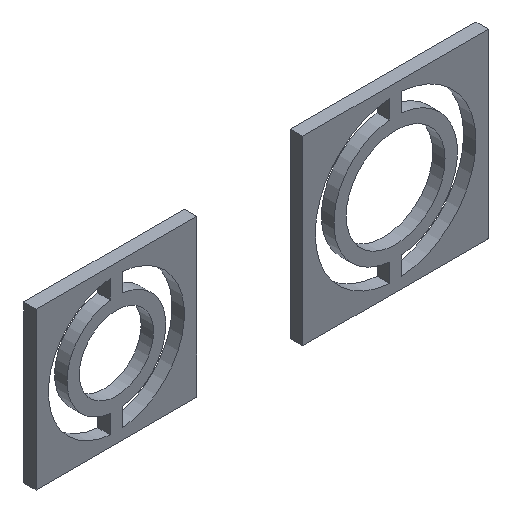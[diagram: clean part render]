
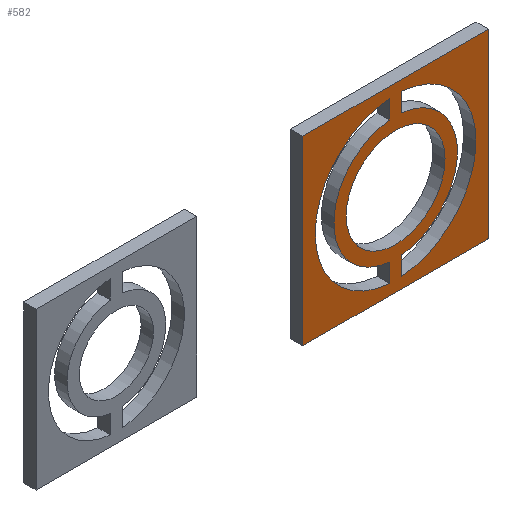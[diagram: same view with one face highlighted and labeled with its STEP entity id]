
A CAD part, isometric view. The second image highlights one B-rep face of the part: STEP entity #582.
In plain terms, the highlighted planar face has unit normal (0, -1, 0).
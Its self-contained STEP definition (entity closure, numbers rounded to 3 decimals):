
#26=FACE_BOUND('',#118,.T.);
#27=FACE_BOUND('',#119,.T.);
#28=FACE_BOUND('',#120,.T.);
#48=PLANE('',#647);
#78=FACE_OUTER_BOUND('',#117,.T.);
#117=EDGE_LOOP('',(#530,#531,#532,#533));
#118=EDGE_LOOP('',(#534,#535,#536,#537));
#119=EDGE_LOOP('',(#538,#539,#540,#541));
#120=EDGE_LOOP('',(#542));
#153=LINE('',#906,#211);
#157=LINE('',#917,#215);
#161=LINE('',#930,#219);
#165=LINE('',#941,#223);
#167=LINE('',#946,#225);
#171=LINE('',#954,#229);
#174=LINE('',#960,#232);
#177=LINE('',#965,#235);
#211=VECTOR('',#746,10.);
#215=VECTOR('',#758,10.);
#219=VECTOR('',#770,10.);
#223=VECTOR('',#782,10.);
#225=VECTOR('',#786,10.);
#229=VECTOR('',#792,10.);
#232=VECTOR('',#797,10.);
#235=VECTOR('',#802,10.);
#248=CIRCLE('',#625,8.);
#249=CIRCLE('',#627,13.);
#251=CIRCLE('',#631,10.);
#253=CIRCLE('',#635,13.);
#255=CIRCLE('',#639,10.);
#284=VERTEX_POINT('',#892);
#285=VERTEX_POINT('',#896);
#286=VERTEX_POINT('',#897);
#289=VERTEX_POINT('',#905);
#291=VERTEX_POINT('',#911);
#293=VERTEX_POINT('',#920);
#294=VERTEX_POINT('',#921);
#297=VERTEX_POINT('',#929);
#299=VERTEX_POINT('',#935);
#301=VERTEX_POINT('',#944);
#302=VERTEX_POINT('',#945);
#305=VERTEX_POINT('',#953);
#307=VERTEX_POINT('',#959);
#350=EDGE_CURVE('',#284,#284,#248,.T.);
#351=EDGE_CURVE('',#285,#286,#249,.T.);
#355=EDGE_CURVE('',#289,#285,#153,.T.);
#358=EDGE_CURVE('',#291,#289,#251,.T.);
#361=EDGE_CURVE('',#286,#291,#157,.T.);
#363=EDGE_CURVE('',#293,#294,#253,.T.);
#367=EDGE_CURVE('',#297,#293,#161,.T.);
#370=EDGE_CURVE('',#299,#297,#255,.T.);
#373=EDGE_CURVE('',#294,#299,#165,.T.);
#375=EDGE_CURVE('',#301,#302,#167,.T.);
#379=EDGE_CURVE('',#302,#305,#171,.T.);
#382=EDGE_CURVE('',#305,#307,#174,.T.);
#385=EDGE_CURVE('',#307,#301,#177,.T.);
#530=ORIENTED_EDGE('',*,*,#385,.T.);
#531=ORIENTED_EDGE('',*,*,#375,.T.);
#532=ORIENTED_EDGE('',*,*,#379,.T.);
#533=ORIENTED_EDGE('',*,*,#382,.T.);
#534=ORIENTED_EDGE('',*,*,#373,.F.);
#535=ORIENTED_EDGE('',*,*,#363,.F.);
#536=ORIENTED_EDGE('',*,*,#367,.F.);
#537=ORIENTED_EDGE('',*,*,#370,.F.);
#538=ORIENTED_EDGE('',*,*,#361,.F.);
#539=ORIENTED_EDGE('',*,*,#351,.F.);
#540=ORIENTED_EDGE('',*,*,#355,.F.);
#541=ORIENTED_EDGE('',*,*,#358,.F.);
#542=ORIENTED_EDGE('',*,*,#350,.F.);
#582=ADVANCED_FACE('',(#78,#26,#27,#28),#48,.F.);
#625=AXIS2_PLACEMENT_3D('',#894,#734,#735);
#627=AXIS2_PLACEMENT_3D('',#898,#738,#739);
#631=AXIS2_PLACEMENT_3D('',#912,#751,#752);
#635=AXIS2_PLACEMENT_3D('',#922,#762,#763);
#639=AXIS2_PLACEMENT_3D('',#936,#775,#776);
#647=AXIS2_PLACEMENT_3D('',#968,#806,#807);
#734=DIRECTION('center_axis',(0.,-1.,0.));
#735=DIRECTION('ref_axis',(1.,0.,0.));
#738=DIRECTION('center_axis',(0.,-1.,0.));
#739=DIRECTION('ref_axis',(1.,0.,0.));
#746=DIRECTION('',(0.,0.,-1.));
#751=DIRECTION('center_axis',(0.,1.,0.));
#752=DIRECTION('ref_axis',(1.,0.,0.));
#758=DIRECTION('',(0.,0.,-1.));
#762=DIRECTION('center_axis',(0.,-1.,0.));
#763=DIRECTION('ref_axis',(1.,0.,0.));
#770=DIRECTION('',(0.,0.,1.));
#775=DIRECTION('center_axis',(0.,1.,0.));
#776=DIRECTION('ref_axis',(1.,0.,0.));
#782=DIRECTION('',(0.,0.,1.));
#786=DIRECTION('',(-1.,0.,0.));
#792=DIRECTION('',(0.,0.,-1.));
#797=DIRECTION('',(1.,0.,0.));
#802=DIRECTION('',(0.,0.,1.));
#806=DIRECTION('center_axis',(0.,1.,0.));
#807=DIRECTION('ref_axis',(1.,0.,0.));
#892=CARTESIAN_POINT('',(-32.916,0.,4.179));
#894=CARTESIAN_POINT('Origin',(-24.916,0.,4.179));
#896=CARTESIAN_POINT('',(-23.916,0.,-8.782));
#897=CARTESIAN_POINT('',(-23.916,0.,17.141));
#898=CARTESIAN_POINT('Origin',(-24.916,0.,4.179));
#905=CARTESIAN_POINT('',(-23.916,0.,-5.771));
#906=CARTESIAN_POINT('',(-23.916,0.,-10.502));
#911=CARTESIAN_POINT('',(-23.916,0.,14.129));
#912=CARTESIAN_POINT('Origin',(-24.916,0.,4.179));
#917=CARTESIAN_POINT('',(-23.916,0.,-3.758));
#920=CARTESIAN_POINT('',(-25.916,0.,17.141));
#921=CARTESIAN_POINT('',(-25.916,0.,-8.782));
#922=CARTESIAN_POINT('Origin',(-24.916,0.,4.179));
#929=CARTESIAN_POINT('',(-25.916,0.,14.129));
#930=CARTESIAN_POINT('',(-25.916,0.,-3.758));
#935=CARTESIAN_POINT('',(-25.916,0.,-5.771));
#936=CARTESIAN_POINT('Origin',(-24.916,0.,4.179));
#941=CARTESIAN_POINT('',(-25.916,0.,-3.758));
#944=CARTESIAN_POINT('',(-9.916,0.,18.86));
#945=CARTESIAN_POINT('',(-39.916,0.,18.86));
#946=CARTESIAN_POINT('',(-9.916,0.,18.86));
#953=CARTESIAN_POINT('',(-39.916,0.,-10.502));
#954=CARTESIAN_POINT('',(-39.916,0.,18.86));
#959=CARTESIAN_POINT('',(-9.916,0.,-10.502));
#960=CARTESIAN_POINT('',(-39.916,0.,-10.502));
#965=CARTESIAN_POINT('',(-9.916,0.,-10.502));
#968=CARTESIAN_POINT('Origin',(-24.916,0.,4.179));
